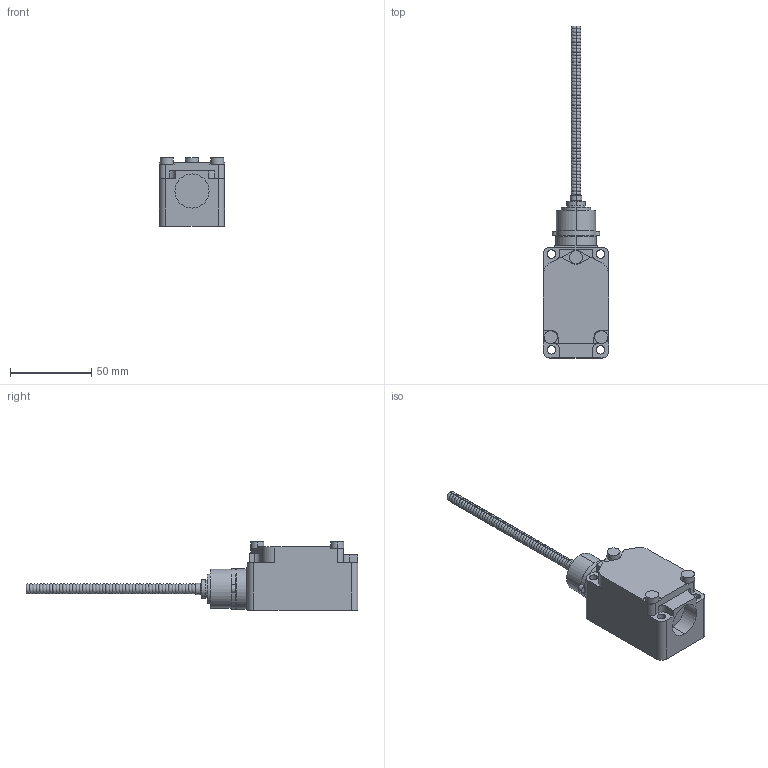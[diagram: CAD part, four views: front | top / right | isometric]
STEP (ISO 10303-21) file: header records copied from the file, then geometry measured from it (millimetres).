
FILE_DESCRIPTION (( 'STEP AP214' ), '1' );
FILE_NAME ('LIMSW-5106HT_3D.step', '2023-09-20T22:21:36', ( '' ), ( '' ), 'SwSTEP 2.0', 'SolidWorks 2022', '' );
FILE_SCHEMA (( 'AUTOMOTIVE_DESIGN' ));
Length unit declared in the file: inch
Products named in the file (4): WLNJ_HEAD_1; WLNJ_ACTUATOR_2; WLNJ_BASE_2; LIMSW-5106HT_3D
Assembly tree (3 placements, depth 2):
  LIMSW-5106HT_3D
    WLNJ_HEAD_1
    WLNJ_BASE_2
    WLNJ_ACTUATOR_2
Bounding box: 40 x 203.7 x 42 mm (x, y, z)
Volume: 108339 mm3; surface area: 22228.2 mm2
Topology: 3 solids, 3 shells, 219 faces, 495 edges, 292 vertices
Faces by surface type: torus 102, cylinder 61, plane 52, cone 4
Entity records: 6341 total; most frequent: DIRECTION 1275, CARTESIAN_POINT 1008, ORIENTED_EDGE 982, AXIS2_PLACEMENT_3D 559, EDGE_CURVE 491, CIRCLE 334, VERTEX_POINT 292, EDGE_LOOP 241
